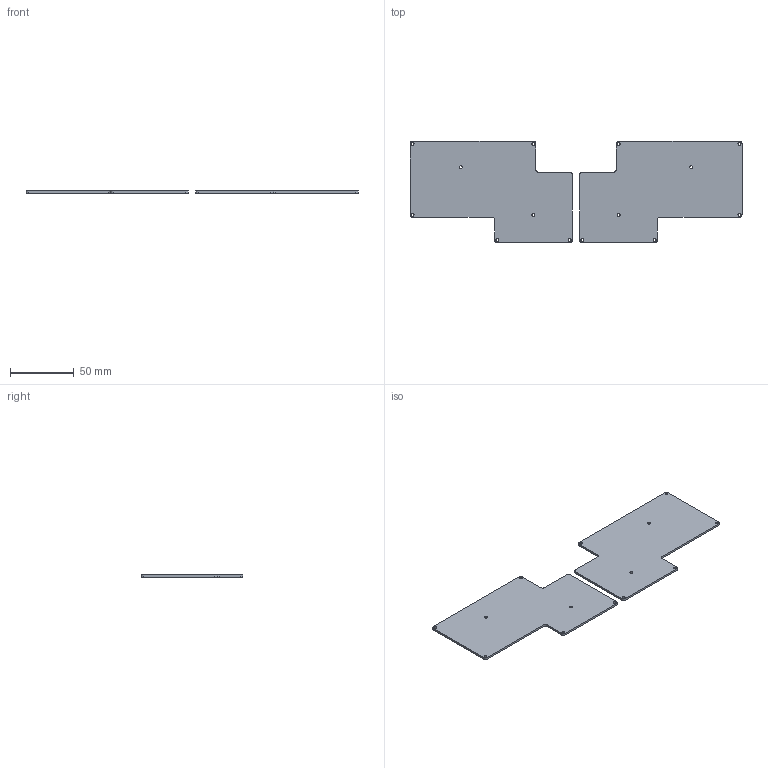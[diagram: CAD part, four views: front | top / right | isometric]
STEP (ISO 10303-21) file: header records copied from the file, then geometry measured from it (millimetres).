
FILE_DESCRIPTION(('KiCad electronic assembly'),'2;1');
FILE_NAME('bottom.step','2025-04-05T14:31:39',('Pcbnew'),('Kicad'), 'Open CASCADE STEP processor 7.7','KiCad to STEP converter','Unknown' );
FILE_SCHEMA(('AUTOMOTIVE_DESIGN { 1 0 10303 214 1 1 1 1 }'));
Length unit declared in the file: millimetre
Products named in the file (3): bottom 1; bottom_PCB_1; bottom_PCB_2
Assembly tree (2 placements, depth 2):
  bottom 1
    bottom_PCB_1
    bottom_PCB_2
Bounding box: 260.52 x 79.6 x 1.6 mm (x, y, z)
Volume: 25849.7 mm3; surface area: 33776.3 mm2
Topology: 2 solids, 2 shells, 66 faces, 186 edges, 124 vertices
Faces by surface type: plane 36, cylinder 30
Full cylindrical faces by diameter (mm): 2.3 x14
Entity records: 2267 total; most frequent: DIRECTION 384, CARTESIAN_POINT 379, ORIENTED_EDGE 372, EDGE_CURVE 186, AXIS2_PLACEMENT_3D 129, LINE 126, VECTOR 126, VERTEX_POINT 124
